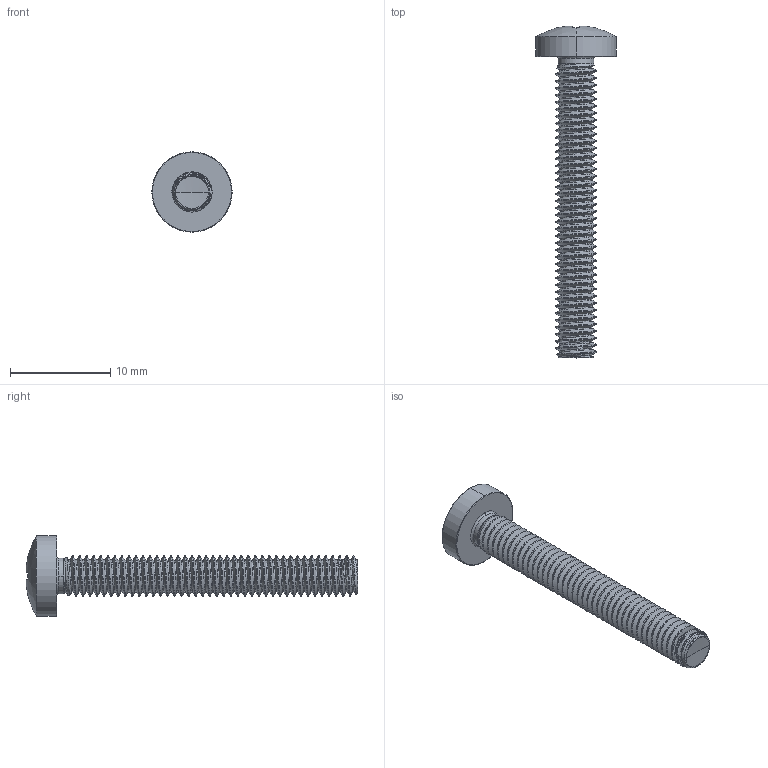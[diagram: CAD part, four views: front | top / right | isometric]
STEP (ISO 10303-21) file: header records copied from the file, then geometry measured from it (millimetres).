
FILE_DESCRIPTION (( 'STEP AP203' ), '1' );
FILE_NAME ('STM320400300.STEP', '2020-12-24T15:56:12', ( '' ), ( '' ), 'SwSTEP 2.0', 'SolidWorks 2015', '' );
FILE_SCHEMA (( 'CONFIG_CONTROL_DESIGN' ));
Products named in the file (2): STM320400300
Bounding box: 8 x 33.06 x 8 mm (x, y, z)
Volume: 421.5 mm3; surface area: 729.4 mm2
Topology: 1 solids, 1 shells, 244 faces, 606 edges, 363 vertices
Faces by surface type: cylinder 106, bspline 46, torus 33, sphere 28, plane 22, cone 9
Entity records: 40511 total; most frequent: CARTESIAN_POINT 35350, ORIENTED_EDGE 1208, DIRECTION 927, EDGE_CURVE 604, AXIS2_PLACEMENT_3D 397, VERTEX_POINT 363, EDGE_LOOP 245, FACE_OUTER_BOUND 244
